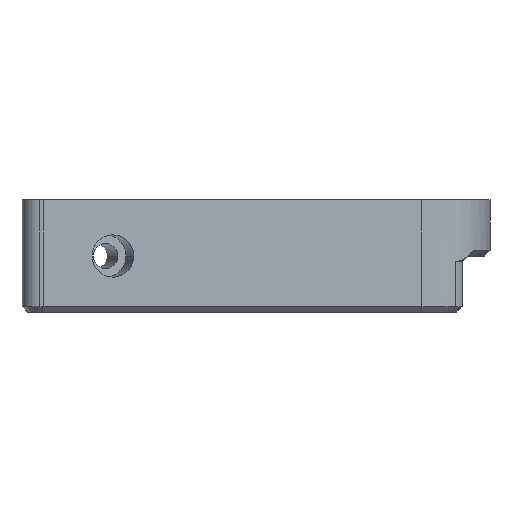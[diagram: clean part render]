
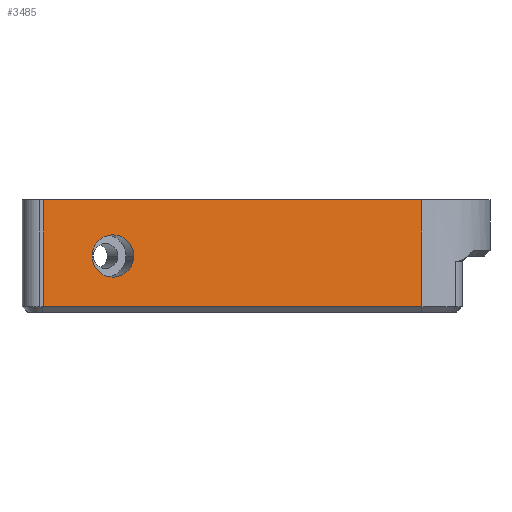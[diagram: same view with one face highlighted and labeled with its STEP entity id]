
A CAD part, left-side view. The second image highlights one B-rep face of the part: STEP entity #3485.
In plain terms, the highlighted planar face has unit normal (-0.981, -0.194, 0).
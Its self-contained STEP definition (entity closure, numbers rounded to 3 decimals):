
#7 = EDGE_CURVE ( 'NONE', #1663, #273, #978, .T. ) ;
#273 = VERTEX_POINT ( 'NONE', #3232 ) ;
#302 =( BOUNDED_CURVE ( )  B_SPLINE_CURVE ( 3, ( #2523, #1437, #2574, #1849 ),
 .UNSPECIFIED., .F., .F. ) 
 B_SPLINE_CURVE_WITH_KNOTS ( ( 4, 4 ),
 ( 3.142, 6.283 ),
 .UNSPECIFIED. ) 
 CURVE ( )  GEOMETRIC_REPRESENTATION_ITEM ( )  RATIONAL_B_SPLINE_CURVE ( ( 1., 0.333, 0.333, 1. ) ) 
 REPRESENTATION_ITEM ( '' )  );
#311 = DIRECTION ( 'NONE',  ( 0., 0., -1. ) ) ;
#338 = CARTESIAN_POINT ( 'NONE',  ( -25.542, -32.07, 20. ) ) ;
#504 = EDGE_CURVE ( 'NONE', #1663, #3126, #2809, .T. ) ;
#651 = FACE_BOUND ( 'NONE', #4318, .T. ) ;
#783 = VECTOR ( 'NONE', #311, 1000. ) ;
#978 = LINE ( 'NONE', #2188, #783 ) ;
#989 = PLANE ( 'NONE',  #1203 ) ;
#1054 = CARTESIAN_POINT ( 'NONE',  ( -35.673, 19.15, 10. ) ) ;
#1203 = AXIS2_PLACEMENT_3D ( 'NONE', #4720, #3250, #4015 ) ;
#1221 = EDGE_CURVE ( 'NONE', #273, #2475, #4367, .T. ) ;
#1269 = VECTOR ( 'NONE', #2020, 1000. ) ;
#1338 = VERTEX_POINT ( 'NONE', #4380 ) ;
#1424 = VECTOR ( 'NONE', #3208, 1000. ) ;
#1437 = CARTESIAN_POINT ( 'NONE',  ( -35.673, 19.15, 2.5 ) ) ;
#1463 = ORIENTED_EDGE ( 'NONE', *, *, #7, .T. ) ;
#1478 = CARTESIAN_POINT ( 'NONE',  ( -25.542, -32.07, 20. ) ) ;
#1530 = CARTESIAN_POINT ( 'NONE',  ( -35.673, 19.15, 10. ) ) ;
#1663 = VERTEX_POINT ( 'NONE', #2175 ) ;
#1780 = ORIENTED_EDGE ( 'NONE', *, *, #4335, .T. ) ;
#1849 = CARTESIAN_POINT ( 'NONE',  ( -37.133, 26.529, 10. ) ) ;
#1851 = ORIENTED_EDGE ( 'NONE', *, *, #504, .F. ) ;
#2020 = DIRECTION ( 'NONE',  ( 0.194, -0.981, 0. ) ) ;
#2032 = VECTOR ( 'NONE', #4570, 1000. ) ;
#2175 = CARTESIAN_POINT ( 'NONE',  ( -38.853, 35.224, 20. ) ) ;
#2188 = CARTESIAN_POINT ( 'NONE',  ( -38.853, 35.224, 20. ) ) ;
#2475 = VERTEX_POINT ( 'NONE', #2491 ) ;
#2491 = CARTESIAN_POINT ( 'NONE',  ( -25.542, -32.07, 1. ) ) ;
#2523 = CARTESIAN_POINT ( 'NONE',  ( -35.673, 19.15, 10. ) ) ;
#2574 = CARTESIAN_POINT ( 'NONE',  ( -37.133, 26.529, 2.5 ) ) ;
#2809 = LINE ( 'NONE', #3585, #1424 ) ;
#3028 = ORIENTED_EDGE ( 'NONE', *, *, #4803, .T. ) ;
#3116 = EDGE_CURVE ( 'NONE', #1338, #4879, #4365, .T. ) ;
#3126 = VERTEX_POINT ( 'NONE', #338 ) ;
#3129 = EDGE_LOOP ( 'NONE', ( #1463, #4087, #3028, #1851 ) ) ;
#3208 = DIRECTION ( 'NONE',  ( 0.194, -0.981, 0. ) ) ;
#3232 = CARTESIAN_POINT ( 'NONE',  ( -38.853, 35.224, 1. ) ) ;
#3250 = DIRECTION ( 'NONE',  ( 0.981, 0.194, 0. ) ) ;
#3279 = FACE_OUTER_BOUND ( 'NONE', #3129, .T. ) ;
#3366 = LINE ( 'NONE', #1478, #2032 ) ;
#3485 = ADVANCED_FACE ( 'NONE', ( #651, #3279 ), #989, .F. ) ;
#3585 = CARTESIAN_POINT ( 'NONE',  ( -23.151, -44.16, 20. ) ) ;
#3637 = CARTESIAN_POINT ( 'NONE',  ( -37.133, 26.529, 17.5 ) ) ;
#4002 = CARTESIAN_POINT ( 'NONE',  ( -37.133, 26.529, 10. ) ) ;
#4015 = DIRECTION ( 'NONE',  ( -0.194, 0.981, 0. ) ) ;
#4087 = ORIENTED_EDGE ( 'NONE', *, *, #1221, .T. ) ;
#4214 = ORIENTED_EDGE ( 'NONE', *, *, #3116, .T. ) ;
#4315 = CARTESIAN_POINT ( 'NONE',  ( -23.151, -44.16, 1. ) ) ;
#4318 = EDGE_LOOP ( 'NONE', ( #4214, #1780 ) ) ;
#4335 = EDGE_CURVE ( 'NONE', #4879, #1338, #302, .T. ) ;
#4361 = CARTESIAN_POINT ( 'NONE',  ( -35.673, 19.15, 17.5 ) ) ;
#4365 =( BOUNDED_CURVE ( )  B_SPLINE_CURVE ( 3, ( #4002, #3637, #4361, #1054 ),
 .UNSPECIFIED., .F., .F. ) 
 B_SPLINE_CURVE_WITH_KNOTS ( ( 4, 4 ),
 ( 0., 3.142 ),
 .UNSPECIFIED. ) 
 CURVE ( )  GEOMETRIC_REPRESENTATION_ITEM ( )  RATIONAL_B_SPLINE_CURVE ( ( 1., 0.333, 0.333, 1. ) ) 
 REPRESENTATION_ITEM ( '' )  );
#4367 = LINE ( 'NONE', #4315, #1269 ) ;
#4380 = CARTESIAN_POINT ( 'NONE',  ( -37.133, 26.529, 10. ) ) ;
#4570 = DIRECTION ( 'NONE',  ( 0., 0., 1. ) ) ;
#4720 = CARTESIAN_POINT ( 'NONE',  ( -23.151, -44.16, 20. ) ) ;
#4803 = EDGE_CURVE ( 'NONE', #2475, #3126, #3366, .T. ) ;
#4879 = VERTEX_POINT ( 'NONE', #1530 ) ;
